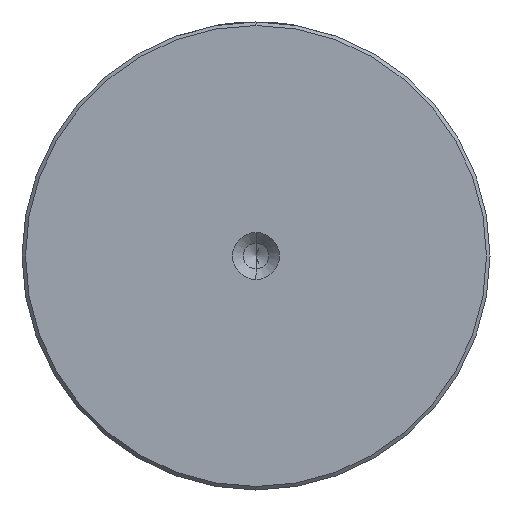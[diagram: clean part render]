
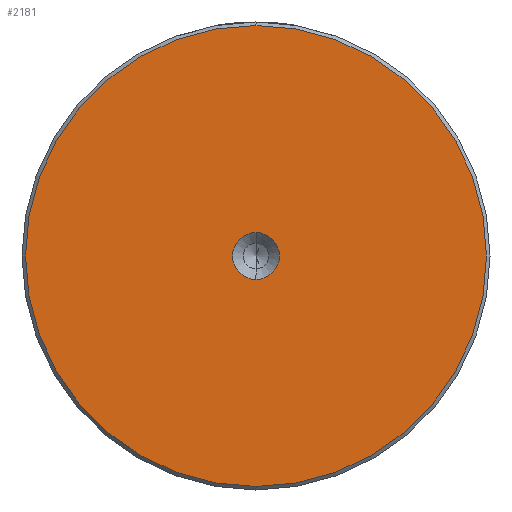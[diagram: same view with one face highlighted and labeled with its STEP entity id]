
A CAD part, left-side view. The second image highlights one B-rep face of the part: STEP entity #2181.
In plain terms, the highlighted planar face has unit normal (-1, 0, 0).
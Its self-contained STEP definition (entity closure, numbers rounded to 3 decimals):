
#122 = CARTESIAN_POINT ( 'NONE',  ( 0., 0., 32.5 ) ) ;
#124 = CARTESIAN_POINT ( 'NONE',  ( 0., 0., -3.3 ) ) ;
#183 = EDGE_CURVE ( 'NONE', #1706, #599, #330, .T. ) ;
#268 = DIRECTION ( 'NONE',  ( -1., 0., 0. ) ) ;
#278 = PLANE ( 'NONE',  #2205 ) ;
#330 = CIRCLE ( 'NONE', #746, 32.5 ) ;
#390 = EDGE_CURVE ( 'NONE', #599, #1706, #2482, .T. ) ;
#464 = CIRCLE ( 'NONE', #827, 3.3 ) ;
#496 = DIRECTION ( 'NONE',  ( 0., 0., 1. ) ) ;
#599 = VERTEX_POINT ( 'NONE', #122 ) ;
#697 = AXIS2_PLACEMENT_3D ( 'NONE', #1709, #1703, #1509 ) ;
#746 = AXIS2_PLACEMENT_3D ( 'NONE', #1288, #1282, #1270 ) ;
#827 = AXIS2_PLACEMENT_3D ( 'NONE', #2128, #887, #2341 ) ;
#887 = DIRECTION ( 'NONE',  ( -1., 0., 0. ) ) ;
#889 = VERTEX_POINT ( 'NONE', #124 ) ;
#1103 = CARTESIAN_POINT ( 'NONE',  ( 0., 0., 0. ) ) ;
#1270 = DIRECTION ( 'NONE',  ( 0., 0., 1. ) ) ;
#1282 = DIRECTION ( 'NONE',  ( -1., 0., 0. ) ) ;
#1288 = CARTESIAN_POINT ( 'NONE',  ( 0., 0., 0. ) ) ;
#1353 = FACE_BOUND ( 'NONE', #2036, .T. ) ;
#1395 = ORIENTED_EDGE ( 'NONE', *, *, #183, .T. ) ;
#1441 = EDGE_CURVE ( 'NONE', #2147, #889, #2667, .T. ) ;
#1508 = CARTESIAN_POINT ( 'NONE',  ( 0., 0., 0. ) ) ;
#1509 = DIRECTION ( 'NONE',  ( 0., 0., 1. ) ) ;
#1623 = CARTESIAN_POINT ( 'NONE',  ( 0., 0., -32.5 ) ) ;
#1703 = DIRECTION ( 'NONE',  ( -1., 0., 0. ) ) ;
#1706 = VERTEX_POINT ( 'NONE', #1623 ) ;
#1709 = CARTESIAN_POINT ( 'NONE',  ( 0., 0., 0. ) ) ;
#1720 = DIRECTION ( 'NONE',  ( 0., 0., 1. ) ) ;
#1733 = DIRECTION ( 'NONE',  ( -1., 0., 0. ) ) ;
#1855 = FACE_OUTER_BOUND ( 'NONE', #2352, .T. ) ;
#1856 = ORIENTED_EDGE ( 'NONE', *, *, #2077, .F. ) ;
#1926 = CARTESIAN_POINT ( 'NONE',  ( 0., 0., 3.3 ) ) ;
#2036 = EDGE_LOOP ( 'NONE', ( #2040, #1856 ) ) ;
#2040 = ORIENTED_EDGE ( 'NONE', *, *, #1441, .F. ) ;
#2077 = EDGE_CURVE ( 'NONE', #889, #2147, #464, .T. ) ;
#2128 = CARTESIAN_POINT ( 'NONE',  ( 0., 0., 0. ) ) ;
#2147 = VERTEX_POINT ( 'NONE', #1926 ) ;
#2181 = ADVANCED_FACE ( 'NONE', ( #1855, #1353 ), #278, .T. ) ;
#2205 = AXIS2_PLACEMENT_3D ( 'NONE', #1103, #1733, #496 ) ;
#2295 = ORIENTED_EDGE ( 'NONE', *, *, #390, .T. ) ;
#2341 = DIRECTION ( 'NONE',  ( 0., 0., 1. ) ) ;
#2352 = EDGE_LOOP ( 'NONE', ( #1395, #2295 ) ) ;
#2482 = CIRCLE ( 'NONE', #697, 32.5 ) ;
#2508 = AXIS2_PLACEMENT_3D ( 'NONE', #1508, #268, #1720 ) ;
#2667 = CIRCLE ( 'NONE', #2508, 3.3 ) ;
